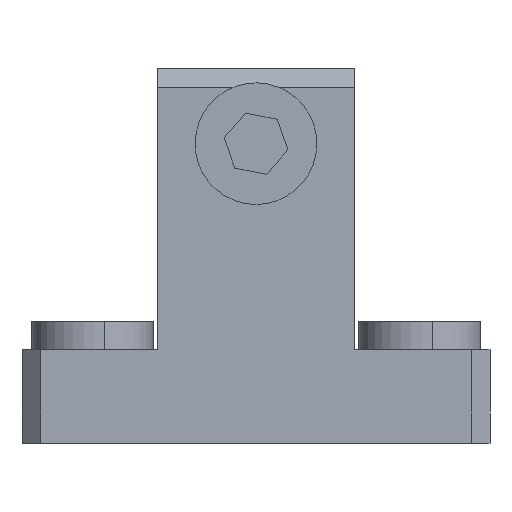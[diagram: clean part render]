
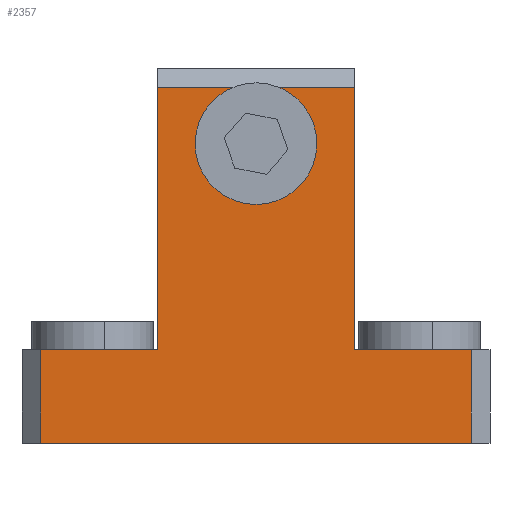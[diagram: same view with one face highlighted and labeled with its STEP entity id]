
A CAD part, left-side view. The second image highlights one B-rep face of the part: STEP entity #2357.
In plain terms, the highlighted planar face has unit normal (-1, 0, 0).
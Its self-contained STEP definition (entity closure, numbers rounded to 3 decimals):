
#105 = LINE ( 'NONE', #3348, #3540 ) ;
#125 = CARTESIAN_POINT ( 'NONE',  ( -25., 7., 10. ) ) ;
#252 = CARTESIAN_POINT ( 'NONE',  ( -25., 28., 38. ) ) ;
#283 = EDGE_LOOP ( 'NONE', ( #831, #2720 ) ) ;
#310 = EDGE_CURVE ( 'NONE', #3920, #2910, #4383, .T. ) ;
#324 = DIRECTION ( 'NONE',  ( 0., 0., -1. ) ) ;
#544 = EDGE_CURVE ( 'NONE', #1280, #3039, #919, .T. ) ;
#637 = LINE ( 'NONE', #1001, #3225 ) ;
#715 = ORIENTED_EDGE ( 'NONE', *, *, #3399, .F. ) ;
#764 = EDGE_CURVE ( 'NONE', #4754, #2894, #4561, .T. ) ;
#792 = VECTOR ( 'NONE', #833, 1000. ) ;
#831 = ORIENTED_EDGE ( 'NONE', *, *, #544, .T. ) ;
#833 = DIRECTION ( 'NONE',  ( 0., 0., 1. ) ) ;
#858 = CARTESIAN_POINT ( 'NONE',  ( -25., 16.735, 35.926 ) ) ;
#886 = ORIENTED_EDGE ( 'NONE', *, *, #2484, .F. ) ;
#919 = CIRCLE ( 'NONE', #1459, 4. ) ;
#1001 = CARTESIAN_POINT ( 'NONE',  ( -25., 7., 40. ) ) ;
#1034 = ORIENTED_EDGE ( 'NONE', *, *, #2991, .F. ) ;
#1045 = CARTESIAN_POINT ( 'NONE',  ( -25., -5.5, 10. ) ) ;
#1093 = AXIS2_PLACEMENT_3D ( 'NONE', #1298, #1345, #2798 ) ;
#1096 = CARTESIAN_POINT ( 'NONE',  ( -25., -5.5, 0. ) ) ;
#1114 = CARTESIAN_POINT ( 'NONE',  ( -25., 17.5, 32. ) ) ;
#1165 = ORIENTED_EDGE ( 'NONE', *, *, #2977, .F. ) ;
#1175 = LINE ( 'NONE', #3390, #4315 ) ;
#1189 = VERTEX_POINT ( 'NONE', #1632 ) ;
#1223 = VERTEX_POINT ( 'NONE', #125 ) ;
#1280 = VERTEX_POINT ( 'NONE', #858 ) ;
#1298 = CARTESIAN_POINT ( 'NONE',  ( -25., 28., 40. ) ) ;
#1317 = ORIENTED_EDGE ( 'NONE', *, *, #3426, .F. ) ;
#1345 = DIRECTION ( 'NONE',  ( 1., 0., 0. ) ) ;
#1454 = VECTOR ( 'NONE', #2533, 1000. ) ;
#1459 = AXIS2_PLACEMENT_3D ( 'NONE', #3506, #2495, #1766 ) ;
#1484 = VECTOR ( 'NONE', #4065, 1000. ) ;
#1632 = CARTESIAN_POINT ( 'NONE',  ( -25., 40.5, 0. ) ) ;
#1661 = DIRECTION ( 'NONE',  ( 0., 1., 0. ) ) ;
#1686 = CARTESIAN_POINT ( 'NONE',  ( -25., 28., 38. ) ) ;
#1766 = DIRECTION ( 'NONE',  ( 0., 0., -1. ) ) ;
#1944 = EDGE_CURVE ( 'NONE', #3039, #1280, #2725, .T. ) ;
#2080 = CARTESIAN_POINT ( 'NONE',  ( -25., 7., 38. ) ) ;
#2122 = CARTESIAN_POINT ( 'NONE',  ( -25., 28., 10. ) ) ;
#2357 = ADVANCED_FACE ( 'NONE', ( #3545, #4689 ), #4640, .F. ) ;
#2484 = EDGE_CURVE ( 'NONE', #3189, #2894, #4423, .T. ) ;
#2492 = CARTESIAN_POINT ( 'NONE',  ( -25., -5.5, 10. ) ) ;
#2495 = DIRECTION ( 'NONE',  ( 1., 0., 0. ) ) ;
#2512 = EDGE_CURVE ( 'NONE', #3458, #1189, #2897, .T. ) ;
#2533 = DIRECTION ( 'NONE',  ( 0., 0., 1. ) ) ;
#2639 = DIRECTION ( 'NONE',  ( 0., -1., 0. ) ) ;
#2679 = ORIENTED_EDGE ( 'NONE', *, *, #310, .T. ) ;
#2720 = ORIENTED_EDGE ( 'NONE', *, *, #1944, .T. ) ;
#2725 = CIRCLE ( 'NONE', #2959, 4. ) ;
#2798 = DIRECTION ( 'NONE',  ( 0., 1., 0. ) ) ;
#2894 = VERTEX_POINT ( 'NONE', #252 ) ;
#2897 = LINE ( 'NONE', #4397, #1484 ) ;
#2910 = VERTEX_POINT ( 'NONE', #2492 ) ;
#2959 = AXIS2_PLACEMENT_3D ( 'NONE', #1114, #4051, #4458 ) ;
#2977 = EDGE_CURVE ( 'NONE', #1223, #2910, #1175, .T. ) ;
#2991 = EDGE_CURVE ( 'NONE', #3920, #1189, #105, .T. ) ;
#2998 = CARTESIAN_POINT ( 'NONE',  ( -25., 40.5, 10. ) ) ;
#3026 = DIRECTION ( 'NONE',  ( 0., 1., 0. ) ) ;
#3039 = VERTEX_POINT ( 'NONE', #3413 ) ;
#3189 = VERTEX_POINT ( 'NONE', #4657 ) ;
#3225 = VECTOR ( 'NONE', #324, 1000. ) ;
#3259 = EDGE_LOOP ( 'NONE', ( #1034, #2679, #1165, #715, #3278, #886, #1317, #3376 ) ) ;
#3278 = ORIENTED_EDGE ( 'NONE', *, *, #764, .T. ) ;
#3348 = CARTESIAN_POINT ( 'NONE',  ( -25., 42.5, 0. ) ) ;
#3368 = DIRECTION ( 'NONE',  ( 0., -1., 0. ) ) ;
#3376 = ORIENTED_EDGE ( 'NONE', *, *, #2512, .T. ) ;
#3390 = CARTESIAN_POINT ( 'NONE',  ( -25., 7., 10. ) ) ;
#3399 = EDGE_CURVE ( 'NONE', #4754, #1223, #637, .T. ) ;
#3407 = VECTOR ( 'NONE', #1661, 1000. ) ;
#3413 = CARTESIAN_POINT ( 'NONE',  ( -25., 18.265, 28.074 ) ) ;
#3426 = EDGE_CURVE ( 'NONE', #3458, #3189, #4059, .T. ) ;
#3458 = VERTEX_POINT ( 'NONE', #2998 ) ;
#3506 = CARTESIAN_POINT ( 'NONE',  ( -25., 17.5, 32. ) ) ;
#3540 = VECTOR ( 'NONE', #3026, 1000. ) ;
#3545 = FACE_OUTER_BOUND ( 'NONE', #3259, .T. ) ;
#3920 = VERTEX_POINT ( 'NONE', #1096 ) ;
#4051 = DIRECTION ( 'NONE',  ( 1., 0., 0. ) ) ;
#4059 = LINE ( 'NONE', #2122, #4167 ) ;
#4065 = DIRECTION ( 'NONE',  ( 0., 0., -1. ) ) ;
#4167 = VECTOR ( 'NONE', #2639, 1000. ) ;
#4315 = VECTOR ( 'NONE', #3368, 1000. ) ;
#4383 = LINE ( 'NONE', #1045, #1454 ) ;
#4397 = CARTESIAN_POINT ( 'NONE',  ( -25., 40.5, 0. ) ) ;
#4423 = LINE ( 'NONE', #4535, #792 ) ;
#4458 = DIRECTION ( 'NONE',  ( 0., 0., -1. ) ) ;
#4535 = CARTESIAN_POINT ( 'NONE',  ( -25., 28., 40. ) ) ;
#4561 = LINE ( 'NONE', #1686, #3407 ) ;
#4640 = PLANE ( 'NONE',  #1093 ) ;
#4657 = CARTESIAN_POINT ( 'NONE',  ( -25., 28., 10. ) ) ;
#4689 = FACE_BOUND ( 'NONE', #283, .T. ) ;
#4754 = VERTEX_POINT ( 'NONE', #2080 ) ;
